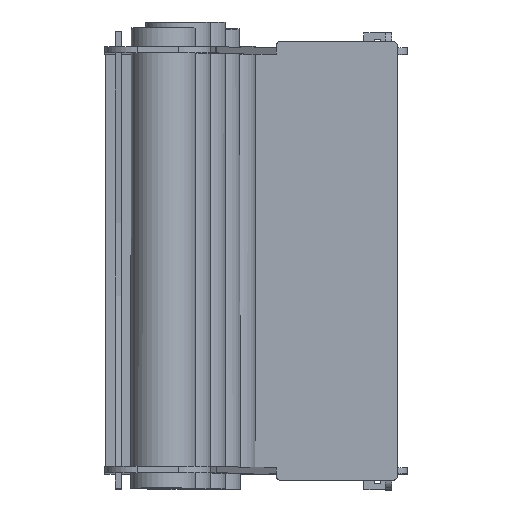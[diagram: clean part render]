
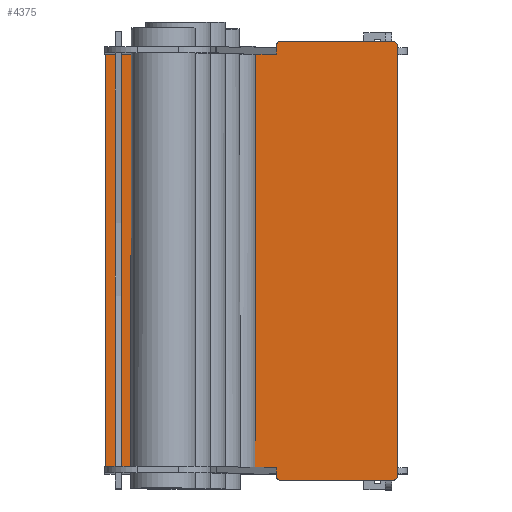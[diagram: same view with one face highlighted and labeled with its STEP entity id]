
A CAD part, top view. The second image highlights one B-rep face of the part: STEP entity #4375.
In plain terms, the highlighted planar face has unit normal (0, 0, 1).
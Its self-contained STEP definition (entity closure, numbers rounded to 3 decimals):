
#226=CIRCLE('',#4753,10.);
#228=CIRCLE('',#4757,10.);
#230=CIRCLE('',#4761,10.);
#232=CIRCLE('',#4769,10.);
#405=FACE_OUTER_BOUND('',#683,.T.);
#683=EDGE_LOOP('',(#3551,#3552,#3553,#3554,#3555,#3556,#3557,#3558,#3559,
#3560,#3561,#3562));
#1057=LINE('',#6700,#1583);
#1061=LINE('',#6712,#1587);
#1065=LINE('',#6724,#1591);
#1069=LINE('',#6736,#1595);
#1072=LINE('',#6742,#1598);
#1075=LINE('',#6748,#1601);
#1078=LINE('',#6754,#1604);
#1081=LINE('',#6760,#1607);
#1583=VECTOR('',#5525,10.);
#1587=VECTOR('',#5537,10.);
#1591=VECTOR('',#5549,10.);
#1595=VECTOR('',#5561,10.);
#1598=VECTOR('',#5566,10.);
#1601=VECTOR('',#5571,10.);
#1604=VECTOR('',#5576,10.);
#1607=VECTOR('',#5581,10.);
#2059=VERTEX_POINT('',#6697);
#2060=VERTEX_POINT('',#6699);
#2062=VERTEX_POINT('',#6705);
#2064=VERTEX_POINT('',#6711);
#2066=VERTEX_POINT('',#6717);
#2068=VERTEX_POINT('',#6723);
#2070=VERTEX_POINT('',#6729);
#2072=VERTEX_POINT('',#6735);
#2074=VERTEX_POINT('',#6741);
#2076=VERTEX_POINT('',#6747);
#2078=VERTEX_POINT('',#6753);
#2080=VERTEX_POINT('',#6759);
#2573=EDGE_CURVE('',#2060,#2059,#1057,.T.);
#2576=EDGE_CURVE('',#2062,#2060,#226,.T.);
#2579=EDGE_CURVE('',#2064,#2062,#1061,.T.);
#2582=EDGE_CURVE('',#2066,#2064,#228,.T.);
#2585=EDGE_CURVE('',#2068,#2066,#1065,.T.);
#2588=EDGE_CURVE('',#2070,#2068,#230,.T.);
#2591=EDGE_CURVE('',#2072,#2070,#1069,.T.);
#2594=EDGE_CURVE('',#2074,#2072,#1072,.T.);
#2597=EDGE_CURVE('',#2076,#2074,#1075,.T.);
#2600=EDGE_CURVE('',#2078,#2076,#1078,.T.);
#2603=EDGE_CURVE('',#2080,#2078,#1081,.T.);
#2606=EDGE_CURVE('',#2059,#2080,#232,.T.);
#3551=ORIENTED_EDGE('',*,*,#2606,.T.);
#3552=ORIENTED_EDGE('',*,*,#2603,.T.);
#3553=ORIENTED_EDGE('',*,*,#2600,.T.);
#3554=ORIENTED_EDGE('',*,*,#2597,.T.);
#3555=ORIENTED_EDGE('',*,*,#2594,.T.);
#3556=ORIENTED_EDGE('',*,*,#2591,.T.);
#3557=ORIENTED_EDGE('',*,*,#2588,.T.);
#3558=ORIENTED_EDGE('',*,*,#2585,.T.);
#3559=ORIENTED_EDGE('',*,*,#2582,.T.);
#3560=ORIENTED_EDGE('',*,*,#2579,.T.);
#3561=ORIENTED_EDGE('',*,*,#2576,.T.);
#3562=ORIENTED_EDGE('',*,*,#2573,.T.);
#4151=PLANE('',#4770);
#4375=ADVANCED_FACE('',(#405),#4151,.T.);
#4753=AXIS2_PLACEMENT_3D('',#6706,#5531,#5532);
#4757=AXIS2_PLACEMENT_3D('',#6718,#5543,#5544);
#4761=AXIS2_PLACEMENT_3D('',#6730,#5555,#5556);
#4769=AXIS2_PLACEMENT_3D('',#6764,#5587,#5588);
#4770=AXIS2_PLACEMENT_3D('',#6765,#5589,#5590);
#5525=DIRECTION('',(-1.,0.,0.));
#5531=DIRECTION('center_axis',(0.,0.,1.));
#5532=DIRECTION('ref_axis',(1.,0.,0.));
#5537=DIRECTION('',(0.,1.,0.));
#5543=DIRECTION('center_axis',(0.,0.,1.));
#5544=DIRECTION('ref_axis',(0.,-1.,0.));
#5549=DIRECTION('',(1.,0.,0.));
#5555=DIRECTION('center_axis',(0.,0.,1.));
#5556=DIRECTION('ref_axis',(-1.,0.,0.));
#5561=DIRECTION('',(0.,-1.,0.));
#5566=DIRECTION('',(1.,0.,0.));
#5571=DIRECTION('',(0.,-1.,0.));
#5576=DIRECTION('',(-1.,0.,0.));
#5581=DIRECTION('',(0.,-1.,0.));
#5587=DIRECTION('center_axis',(0.,0.,1.));
#5588=DIRECTION('ref_axis',(0.,1.,0.));
#5589=DIRECTION('center_axis',(0.,0.,1.));
#5590=DIRECTION('ref_axis',(-1.,0.,0.));
#6697=CARTESIAN_POINT('',(341.233,837.,612.));
#6699=CARTESIAN_POINT('',(556.233,837.,612.));
#6700=CARTESIAN_POINT('',(556.233,837.,612.));
#6705=CARTESIAN_POINT('',(566.233,827.,612.));
#6706=CARTESIAN_POINT('Origin',(556.233,827.,612.));
#6711=CARTESIAN_POINT('',(566.233,-3.,612.));
#6712=CARTESIAN_POINT('',(566.233,-3.,612.));
#6717=CARTESIAN_POINT('',(556.233,-13.,612.));
#6718=CARTESIAN_POINT('Origin',(556.233,-3.,612.));
#6723=CARTESIAN_POINT('',(341.233,-13.,612.));
#6724=CARTESIAN_POINT('',(341.233,-13.,612.));
#6729=CARTESIAN_POINT('',(331.233,-3.,612.));
#6730=CARTESIAN_POINT('Origin',(341.233,-3.,612.));
#6735=CARTESIAN_POINT('',(331.233,12.,612.));
#6736=CARTESIAN_POINT('',(331.233,12.,612.));
#6741=CARTESIAN_POINT('',(1.233,12.,612.));
#6742=CARTESIAN_POINT('',(1.233,12.,612.));
#6747=CARTESIAN_POINT('',(1.233,812.,612.));
#6748=CARTESIAN_POINT('',(1.233,812.,612.));
#6753=CARTESIAN_POINT('',(331.233,812.,612.));
#6754=CARTESIAN_POINT('',(331.233,812.,612.));
#6759=CARTESIAN_POINT('',(331.233,827.,612.));
#6760=CARTESIAN_POINT('',(331.233,827.,612.));
#6764=CARTESIAN_POINT('Origin',(341.233,827.,612.));
#6765=CARTESIAN_POINT('Origin',(283.733,412.,612.));
